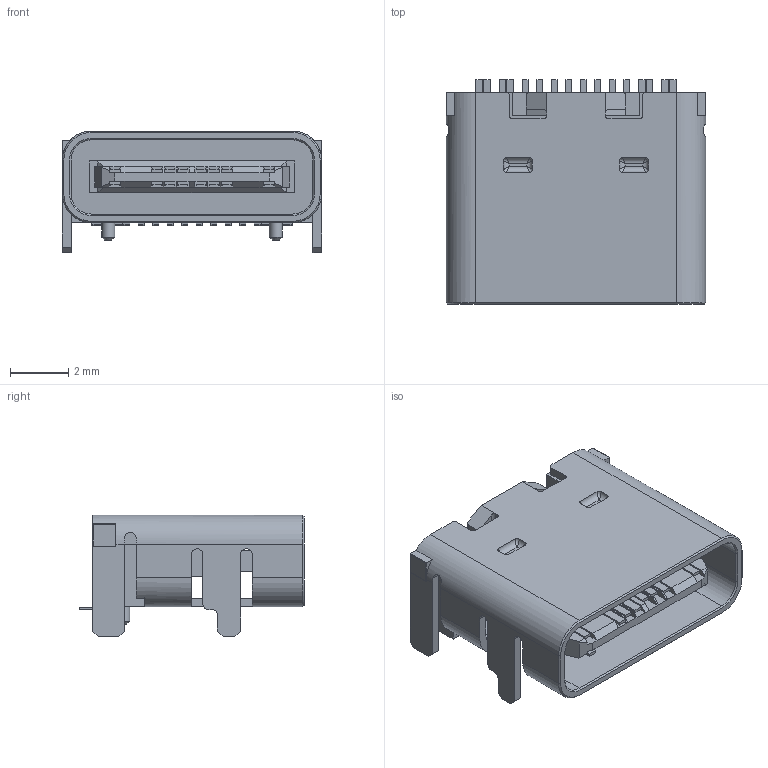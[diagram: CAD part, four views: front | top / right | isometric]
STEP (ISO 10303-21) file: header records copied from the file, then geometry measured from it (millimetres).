
FILE_DESCRIPTION(('FreeCAD Model'),'2;1');
FILE_NAME('Open CASCADE Shape Model','2022-03-08T19:11:36',(''),(''), 'Open CASCADE STEP processor 7.5','FreeCAD','Unknown');
FILE_SCHEMA(('AUTOMOTIVE_DESIGN { 1 0 10303 214 1 1 1 1 }'));
Length unit declared in the file: millimetre
Products named in the file (31): USB-C-SMD_KH-TYPE-C-16P; COMPOUND030; COMPOUND001; COMPOUND002; COMPOUND003; COMPOUND004; COMPOUND005; COMPOUND006; COMPOUND007; COMPOUND008; COMPOUND009; COMPOUND010; COMPOUND011; COMPOUND012; COMPOUND013; COMPOUND014; COMPOUND015; COMPOUND016; COMPOUND017; COMPOUND018; COMPOUND019; COMPOUND020; COMPOUND021; COMPOUND022; COMPOUND023; COMPOUND024; COMPOUND025; COMPOUND026; COMPOUND027; COMPOUND028; COMPOUND029
Assembly tree (30 placements, depth 3):
  USB-C-SMD_KH-TYPE-C-16P
    COMPOUND030
      COMPOUND001
      COMPOUND002
      COMPOUND003
      COMPOUND004
      COMPOUND005
      COMPOUND006
      COMPOUND007
      COMPOUND008
      COMPOUND009
      COMPOUND010
      COMPOUND011
      COMPOUND012
      COMPOUND013
      COMPOUND014
      COMPOUND015
      COMPOUND016
      COMPOUND017
      COMPOUND018
      COMPOUND019
      COMPOUND020
      COMPOUND021
      COMPOUND022
      COMPOUND023
      COMPOUND024
      COMPOUND025
      COMPOUND026
      COMPOUND027
      COMPOUND028
      COMPOUND029
Bounding box: 8.94 x 7.75 x 4.2 mm (x, y, z)
Volume: 112 mm3; surface area: 524.4 mm2
Topology: 29 solids, 29 shells, 624 faces, 1559 edges, 986 vertices
Faces by surface type: plane 494, cylinder 88, bspline 30, cone 12
Entity records: 45851 total; most frequent: CARTESIAN_POINT 11212, DIRECTION 5701, LINE 4071, VECTOR 4071, ORIENTED_EDGE 3086, PCURVE 3086, DEFINITIONAL_REPRESENTATION 3086, EDGE_CURVE 1543
